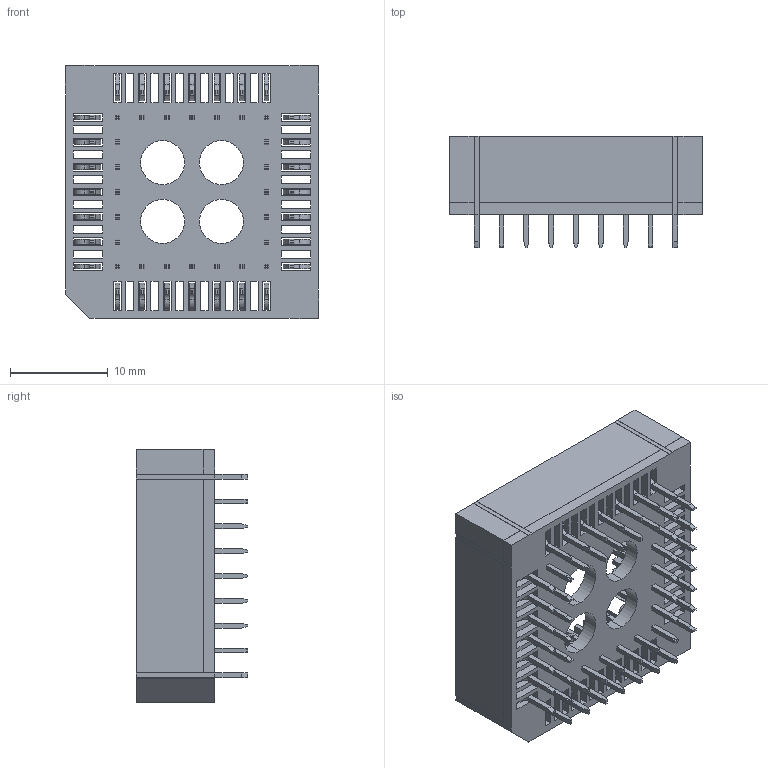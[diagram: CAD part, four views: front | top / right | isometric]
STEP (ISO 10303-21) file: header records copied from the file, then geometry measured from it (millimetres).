
FILE_DESCRIPTION(('STEP AP203'),'1');
FILE_NAME('a-ccs_052-z-t.stp','2019-08-09T17:41:46',('TraceParts'),('TraceParts S.A.'),'Spatial InterOp 3D',' ',' ');
FILE_SCHEMA(('CONFIG_CONTROL_DESIGN'));
Length unit declared in the file: millimetre
Products named in the file (1): 1
Bounding box: 25.88 x 11.35 x 25.88 mm (x, y, z)
Volume: 2051.6 mm3; surface area: 5892.9 mm2
Topology: 57 solids, 57 shells, 1138 faces, 3205 edges, 2134 vertices
Faces by surface type: plane 842, cylinder 296
Entity records: 37029 total; most frequent: CARTESIAN_POINT 6534, ORIENTED_EDGE 6410, DIRECTION 6187, EDGE_CURVE 3205, LINE 2613, VECTOR 2613, VERTEX_POINT 2134, AXIS2_PLACEMENT_3D 1787
